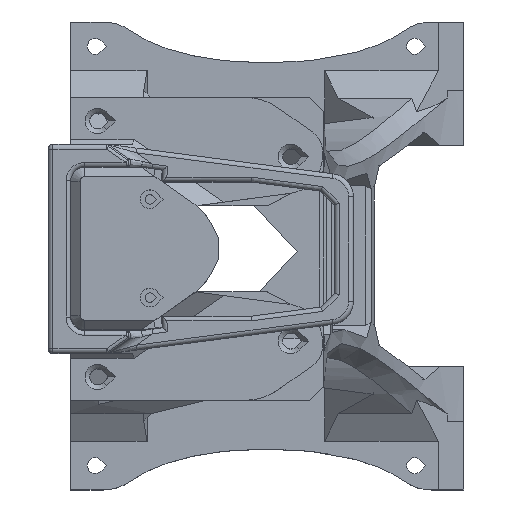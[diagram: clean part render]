
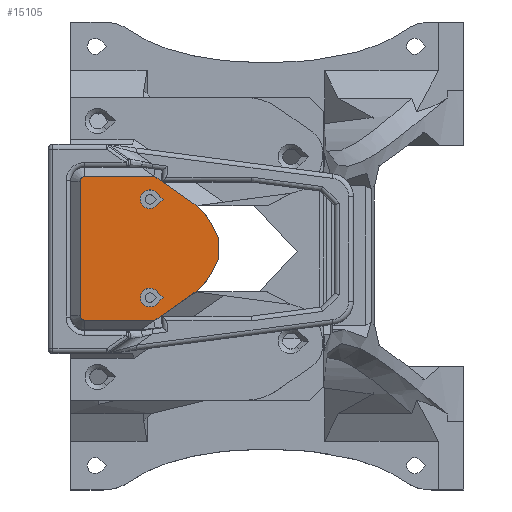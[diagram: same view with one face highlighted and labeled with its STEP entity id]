
A CAD part, top view. The second image highlights one B-rep face of the part: STEP entity #15105.
In plain terms, the highlighted planar face has unit normal (0, 0, 1).
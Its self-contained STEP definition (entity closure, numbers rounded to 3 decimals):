
#14926=CARTESIAN_POINT('',(-199.367,6.1,1121.941));
#14927=DIRECTION('',(0.,0.,-1.));
#14928=DIRECTION('',(-1.,0.,0.));
#14929=AXIS2_PLACEMENT_3D('',#14926,#14927,#14928);
#14930=PLANE('',#14929);
#14931=CARTESIAN_POINT('',(-222.068,-5.829,1121.941));
#14932=VERTEX_POINT('',#14931);
#14933=CARTESIAN_POINT('',(-225.467,-4.4,1121.941));
#14934=VERTEX_POINT('',#14933);
#14935=CARTESIAN_POINT('',(-223.467,-4.4,1121.941));
#14936=DIRECTION('',(-0.,-0.,-1.));
#14937=DIRECTION('',(1.,0.,-0.));
#14938=AXIS2_PLACEMENT_3D('',#14935,#14936,#14937);
#14939=CIRCLE('',#14938,2.);
#14940=EDGE_CURVE('',#14932,#14934,#14939,.T.);
#14941=ORIENTED_EDGE('',*,*,#14940,.T.);
#14942=CARTESIAN_POINT('',(-222.068,-2.971,1121.941));
#14943=VERTEX_POINT('',#14942);
#14944=CARTESIAN_POINT('',(-223.467,-4.4,1121.941));
#14945=DIRECTION('',(-0.,-0.,-1.));
#14946=DIRECTION('',(1.,0.,-0.));
#14947=AXIS2_PLACEMENT_3D('',#14944,#14945,#14946);
#14948=CIRCLE('',#14947,2.);
#14949=EDGE_CURVE('',#14934,#14943,#14948,.T.);
#14950=ORIENTED_EDGE('',*,*,#14949,.T.);
#14951=CARTESIAN_POINT('',(-220.608,-4.4,1121.941));
#14952=VERTEX_POINT('',#14951);
#14953=CARTESIAN_POINT('',(-222.068,-2.971,1121.941));
#14954=DIRECTION('',(0.714,-0.7,0.));
#14955=VECTOR('',#14954,2.042);
#14956=LINE('',#14953,#14955);
#14957=EDGE_CURVE('',#14943,#14952,#14956,.T.);
#14958=ORIENTED_EDGE('',*,*,#14957,.T.);
#14959=CARTESIAN_POINT('',(-220.608,-4.4,1121.941));
#14960=DIRECTION('',(-0.714,-0.7,0.));
#14961=VECTOR('',#14960,2.042);
#14962=LINE('',#14959,#14961);
#14963=EDGE_CURVE('',#14952,#14932,#14962,.T.);
#14964=ORIENTED_EDGE('',*,*,#14963,.T.);
#14965=EDGE_LOOP('',(#14941,#14950,#14958,#14964));
#14966=FACE_BOUND('',#14965,.T.);
#14967=CARTESIAN_POINT('',(-238.367,-8.25,1121.941));
#14968=VERTEX_POINT('',#14967);
#14969=CARTESIAN_POINT('',(-237.367,-9.25,1121.941));
#14970=VERTEX_POINT('',#14969);
#14971=CARTESIAN_POINT('',(-237.367,-8.25,1121.941));
#14972=DIRECTION('',(-0.,-0.,1.));
#14973=DIRECTION('',(-1.,0.,0.));
#14974=AXIS2_PLACEMENT_3D('',#14971,#14972,#14973);
#14975=CIRCLE('',#14974,1.);
#14976=EDGE_CURVE('',#14968,#14970,#14975,.T.);
#14977=ORIENTED_EDGE('',*,*,#14976,.T.);
#14978=CARTESIAN_POINT('',(-222.365,-9.25,1121.941));
#14979=VERTEX_POINT('',#14978);
#14980=CARTESIAN_POINT('',(-237.367,-9.25,1121.941));
#14981=DIRECTION('',(1.,-0.,-0.));
#14982=VECTOR('',#14981,15.002);
#14983=LINE('',#14980,#14982);
#14984=EDGE_CURVE('',#14970,#14979,#14983,.T.);
#14985=ORIENTED_EDGE('',*,*,#14984,.T.);
#14986=CARTESIAN_POINT('',(-214.043,-3.423,1121.941));
#14987=VERTEX_POINT('',#14986);
#14988=CARTESIAN_POINT('',(-222.365,-9.25,1121.941));
#14989=DIRECTION('',(0.819,0.574,0.));
#14990=VECTOR('',#14989,10.16);
#14991=LINE('',#14988,#14990);
#14992=EDGE_CURVE('',#14979,#14987,#14991,.T.);
#14993=ORIENTED_EDGE('',*,*,#14992,.T.);
#14994=CARTESIAN_POINT('',(-210.367,0.795,1121.941));
#14995=VERTEX_POINT('',#14994);
#14996=CARTESIAN_POINT('',(-220.711,6.1,1121.941));
#14997=DIRECTION('',(0.,0.,-1.));
#14998=DIRECTION('',(-1.,0.,0.));
#14999=AXIS2_PLACEMENT_3D('',#14996,#14997,#14998);
#15000=CIRCLE('',#14999,11.625);
#15001=EDGE_CURVE('',#14995,#14987,#15000,.T.);
#15002=ORIENTED_EDGE('',*,*,#15001,.F.);
#15003=CARTESIAN_POINT('',(-208.826,3.8,1121.941));
#15004=VERTEX_POINT('',#15003);
#15005=CARTESIAN_POINT('',(-210.367,0.795,1121.941));
#15006=DIRECTION('',(0.456,0.89,0.));
#15007=VECTOR('',#15006,3.377);
#15008=LINE('',#15005,#15007);
#15009=EDGE_CURVE('',#14995,#15004,#15008,.T.);
#15010=ORIENTED_EDGE('',*,*,#15009,.T.);
#15011=CARTESIAN_POINT('',(-208.826,8.4,1121.941));
#15012=VERTEX_POINT('',#15011);
#15013=CARTESIAN_POINT('',(-208.826,3.8,1121.941));
#15014=DIRECTION('',(0.,1.,0.));
#15015=VECTOR('',#15014,4.6);
#15016=LINE('',#15013,#15015);
#15017=EDGE_CURVE('',#15004,#15012,#15016,.T.);
#15018=ORIENTED_EDGE('',*,*,#15017,.T.);
#15019=CARTESIAN_POINT('',(-210.367,11.405,1121.941));
#15020=VERTEX_POINT('',#15019);
#15021=CARTESIAN_POINT('',(-210.367,11.405,1121.941));
#15022=DIRECTION('',(0.456,-0.89,-0.));
#15023=VECTOR('',#15022,3.377);
#15024=LINE('',#15021,#15023);
#15025=EDGE_CURVE('',#15020,#15012,#15024,.T.);
#15026=ORIENTED_EDGE('',*,*,#15025,.F.);
#15027=CARTESIAN_POINT('',(-214.043,15.623,1121.941));
#15028=VERTEX_POINT('',#15027);
#15029=CARTESIAN_POINT('',(-220.711,6.1,1121.941));
#15030=DIRECTION('',(-0.,-0.,1.));
#15031=DIRECTION('',(-1.,0.,0.));
#15032=AXIS2_PLACEMENT_3D('',#15029,#15030,#15031);
#15033=CIRCLE('',#15032,11.625);
#15034=EDGE_CURVE('',#15020,#15028,#15033,.T.);
#15035=ORIENTED_EDGE('',*,*,#15034,.T.);
#15036=CARTESIAN_POINT('',(-222.365,21.45,1121.941));
#15037=VERTEX_POINT('',#15036);
#15038=CARTESIAN_POINT('',(-222.365,21.45,1121.941));
#15039=DIRECTION('',(0.819,-0.574,-0.));
#15040=VECTOR('',#15039,10.16);
#15041=LINE('',#15038,#15040);
#15042=EDGE_CURVE('',#15037,#15028,#15041,.T.);
#15043=ORIENTED_EDGE('',*,*,#15042,.F.);
#15044=CARTESIAN_POINT('',(-237.367,21.45,1121.941));
#15045=VERTEX_POINT('',#15044);
#15046=CARTESIAN_POINT('',(-222.365,21.45,1121.941));
#15047=DIRECTION('',(-1.,0.,0.));
#15048=VECTOR('',#15047,15.002);
#15049=LINE('',#15046,#15048);
#15050=EDGE_CURVE('',#15037,#15045,#15049,.T.);
#15051=ORIENTED_EDGE('',*,*,#15050,.T.);
#15052=CARTESIAN_POINT('',(-238.367,20.45,1121.941));
#15053=VERTEX_POINT('',#15052);
#15054=CARTESIAN_POINT('',(-237.367,20.45,1121.941));
#15055=DIRECTION('',(-0.,-0.,1.));
#15056=DIRECTION('',(-1.,0.,0.));
#15057=AXIS2_PLACEMENT_3D('',#15054,#15055,#15056);
#15058=CIRCLE('',#15057,1.);
#15059=EDGE_CURVE('',#15045,#15053,#15058,.T.);
#15060=ORIENTED_EDGE('',*,*,#15059,.T.);
#15061=CARTESIAN_POINT('',(-238.367,20.45,1121.941));
#15062=DIRECTION('',(-0.,-1.,-0.));
#15063=VECTOR('',#15062,28.7);
#15064=LINE('',#15061,#15063);
#15065=EDGE_CURVE('',#15053,#14968,#15064,.T.);
#15066=ORIENTED_EDGE('',*,*,#15065,.T.);
#15067=EDGE_LOOP('',(#14977,#14985,#14993,#15002,#15010,#15018,#15026,#15035,#15043,#15051,#15060,#15066));
#15068=FACE_BOUND('',#15067,.T.);
#15069=CARTESIAN_POINT('',(-225.467,16.6,1121.941));
#15070=VERTEX_POINT('',#15069);
#15071=CARTESIAN_POINT('',(-222.068,15.171,1121.941));
#15072=VERTEX_POINT('',#15071);
#15073=CARTESIAN_POINT('',(-223.467,16.6,1121.941));
#15074=DIRECTION('',(0.,0.,1.));
#15075=DIRECTION('',(1.,0.,-0.));
#15076=AXIS2_PLACEMENT_3D('',#15073,#15074,#15075);
#15077=CIRCLE('',#15076,2.);
#15078=EDGE_CURVE('',#15070,#15072,#15077,.T.);
#15079=ORIENTED_EDGE('',*,*,#15078,.F.);
#15080=CARTESIAN_POINT('',(-222.068,18.029,1121.941));
#15081=VERTEX_POINT('',#15080);
#15082=CARTESIAN_POINT('',(-223.467,16.6,1121.941));
#15083=DIRECTION('',(0.,0.,1.));
#15084=DIRECTION('',(1.,0.,-0.));
#15085=AXIS2_PLACEMENT_3D('',#15082,#15083,#15084);
#15086=CIRCLE('',#15085,2.);
#15087=EDGE_CURVE('',#15081,#15070,#15086,.T.);
#15088=ORIENTED_EDGE('',*,*,#15087,.F.);
#15089=CARTESIAN_POINT('',(-220.608,16.6,1121.941));
#15090=VERTEX_POINT('',#15089);
#15091=CARTESIAN_POINT('',(-220.608,16.6,1121.941));
#15092=DIRECTION('',(-0.714,0.7,0.));
#15093=VECTOR('',#15092,2.042);
#15094=LINE('',#15091,#15093);
#15095=EDGE_CURVE('',#15090,#15081,#15094,.T.);
#15096=ORIENTED_EDGE('',*,*,#15095,.F.);
#15097=CARTESIAN_POINT('',(-222.068,15.171,1121.941));
#15098=DIRECTION('',(0.714,0.7,0.));
#15099=VECTOR('',#15098,2.042);
#15100=LINE('',#15097,#15099);
#15101=EDGE_CURVE('',#15072,#15090,#15100,.T.);
#15102=ORIENTED_EDGE('',*,*,#15101,.F.);
#15103=EDGE_LOOP('',(#15079,#15088,#15096,#15102));
#15104=FACE_BOUND('',#15103,.T.);
#15105=ADVANCED_FACE('',(#14966,#15068,#15104),#14930,.F.);
